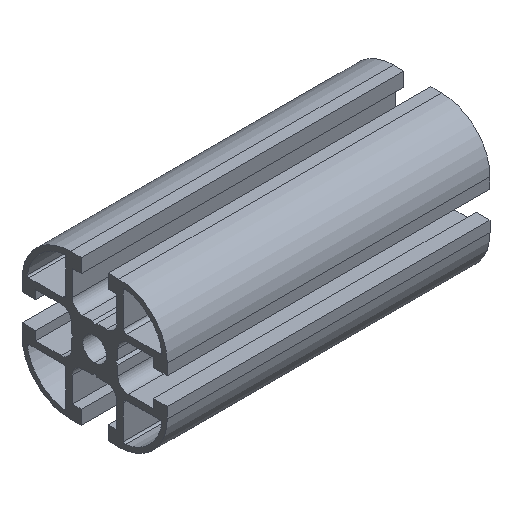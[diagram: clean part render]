
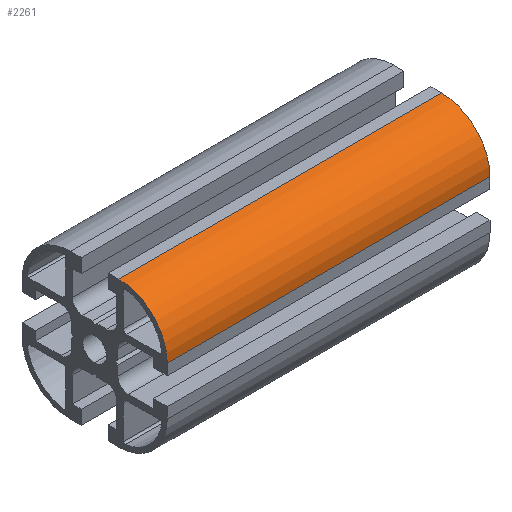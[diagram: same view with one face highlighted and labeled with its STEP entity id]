
A CAD part, isometric view. The second image highlights one B-rep face of the part: STEP entity #2261.
In plain terms, the highlighted cylindrical face has radius 15 mm (diameter 30 mm), a partial arc.
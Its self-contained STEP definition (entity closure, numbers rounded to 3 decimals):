
#53 = ORIENTED_EDGE ( 'NONE', *, *, #3002, .T. ) ;
#60 = EDGE_LOOP ( 'NONE', ( #53, #1176, #3151, #1228 ) ) ;
#86 = CARTESIAN_POINT ( 'NONE',  ( -40.816, 47.398, 22.5 ) ) ;
#108 = LINE ( 'NONE', #677, #1358 ) ;
#223 = DIRECTION ( 'NONE',  ( -1., 0., 0. ) ) ;
#233 = CARTESIAN_POINT ( 'NONE',  ( 59.184, 32.398, 7.5 ) ) ;
#401 = VERTEX_POINT ( 'NONE', #494 ) ;
#438 = DIRECTION ( 'NONE',  ( 1., 0., 0. ) ) ;
#494 = CARTESIAN_POINT ( 'NONE',  ( 59.184, 47.398, 22.5 ) ) ;
#677 = CARTESIAN_POINT ( 'NONE',  ( 59.184, 47.398, 22.5 ) ) ;
#877 = CIRCLE ( 'NONE', #2487, 15. ) ;
#1053 = DIRECTION ( 'NONE',  ( -1., 0., 0. ) ) ;
#1176 = ORIENTED_EDGE ( 'NONE', *, *, #2750, .F. ) ;
#1197 = DIRECTION ( 'NONE',  ( 0., 0., -1. ) ) ;
#1228 = ORIENTED_EDGE ( 'NONE', *, *, #2106, .T. ) ;
#1358 = VECTOR ( 'NONE', #1778, 1000. ) ;
#1476 = CARTESIAN_POINT ( 'NONE',  ( 59.184, 32.398, 7.5 ) ) ;
#1548 = CIRCLE ( 'NONE', #2894, 15. ) ;
#1698 = CARTESIAN_POINT ( 'NONE',  ( -40.816, 47.398, 7.5 ) ) ;
#1778 = DIRECTION ( 'NONE',  ( -1., 0., 0. ) ) ;
#1817 = CARTESIAN_POINT ( 'NONE',  ( 59.184, 47.398, 7.5 ) ) ;
#1838 = CARTESIAN_POINT ( 'NONE',  ( 59.184, 47.398, 7.5 ) ) ;
#2033 = AXIS2_PLACEMENT_3D ( 'NONE', #1817, #1053, #2074 ) ;
#2074 = DIRECTION ( 'NONE',  ( 0., 0., 1. ) ) ;
#2106 = EDGE_CURVE ( 'NONE', #401, #2156, #108, .T. ) ;
#2117 = DIRECTION ( 'NONE',  ( 1., 0., 0. ) ) ;
#2156 = VERTEX_POINT ( 'NONE', #86 ) ;
#2261 = ADVANCED_FACE ( 'NONE', ( #3174 ), #2987, .T. ) ;
#2313 = VECTOR ( 'NONE', #223, 1000. ) ;
#2418 = VERTEX_POINT ( 'NONE', #2605 ) ;
#2474 = EDGE_CURVE ( 'NONE', #401, #2726, #1548, .T. ) ;
#2487 = AXIS2_PLACEMENT_3D ( 'NONE', #1698, #438, #1197 ) ;
#2605 = CARTESIAN_POINT ( 'NONE',  ( -40.816, 32.398, 7.5 ) ) ;
#2726 = VERTEX_POINT ( 'NONE', #233 ) ;
#2750 = EDGE_CURVE ( 'NONE', #2726, #2418, #3086, .T. ) ;
#2894 = AXIS2_PLACEMENT_3D ( 'NONE', #1838, #2117, #2896 ) ;
#2896 = DIRECTION ( 'NONE',  ( 0., 0., -1. ) ) ;
#2987 = CYLINDRICAL_SURFACE ( 'NONE', #2033, 15. ) ;
#3002 = EDGE_CURVE ( 'NONE', #2156, #2418, #877, .T. ) ;
#3086 = LINE ( 'NONE', #1476, #2313 ) ;
#3151 = ORIENTED_EDGE ( 'NONE', *, *, #2474, .F. ) ;
#3174 = FACE_OUTER_BOUND ( 'NONE', #60, .T. ) ;
